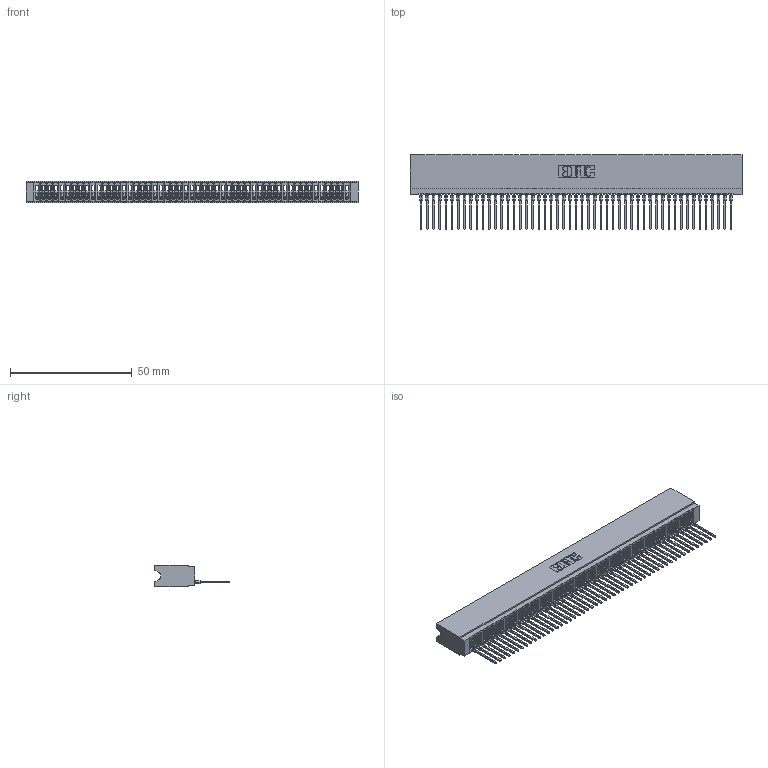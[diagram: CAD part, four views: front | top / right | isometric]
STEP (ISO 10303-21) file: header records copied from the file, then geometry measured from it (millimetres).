
FILE_DESCRIPTION (( 'STEP AP203' ), '1' );
FILE_NAME ('745-051-540-106.STEP', '2026-02-25T22:02:31', ( '' ), ( '' ), 'SwSTEP 2.0', 'SolidWorks 2023', '' );
FILE_SCHEMA (( 'CONFIG_CONTROL_DESIGN' ));
Length unit declared in the file: millimetre
Products named in the file (3): 745-051-540-106; 745 Part_Insulator Option - 06; 745-292-001_540
Assembly tree (52 placements, depth 2):
  745-051-540-106
    745 Part_Insulator Option - 06
    745-292-001_540  x51
Bounding box: 136.14 x 30.62 x 8.89 mm (x, y, z)
Volume: 11834.8 mm3; surface area: 22812.9 mm2
Topology: 52 solids, 52 shells, 5808 faces, 15968 edges, 10066 vertices
Faces by surface type: plane 3473, bspline 1020, cylinder 1009, torus 306
Entity records: 83019 total; most frequent: CARTESIAN_POINT 15131, ORIENTED_EDGE 14636, DIRECTION 12676, EDGE_CURVE 7318, VECTOR 6830, LINE 6830, VERTEX_POINT 4666, AXIS2_PLACEMENT_3D 2923
